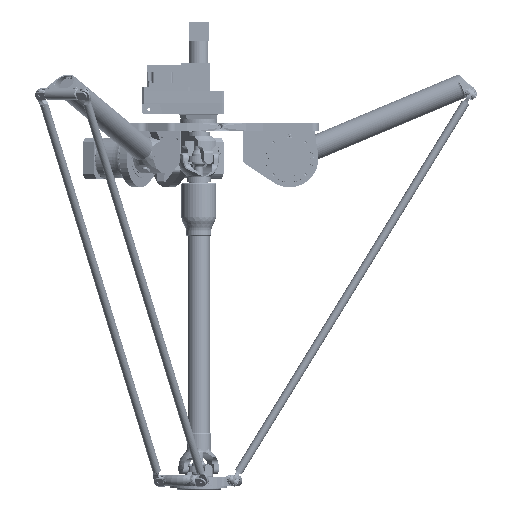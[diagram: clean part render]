
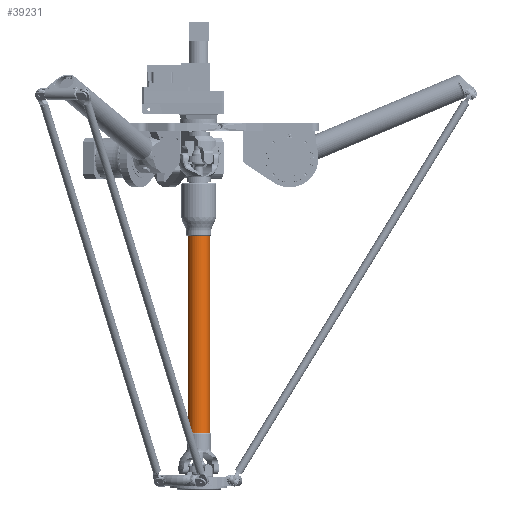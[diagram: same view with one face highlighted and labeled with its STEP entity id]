
A CAD part, front view. The second image highlights one B-rep face of the part: STEP entity #39231.
In plain terms, the highlighted cylindrical face has radius 40 mm (diameter 80 mm), a full revolution.
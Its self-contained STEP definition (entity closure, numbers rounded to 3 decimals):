
#1291=FACE_BOUND('',#10986,.T.);
#4654=CIRCLE('',#43272,40.);
#4655=CIRCLE('',#43275,40.);
#5818=CYLINDRICAL_SURFACE('',#43274,40.);
#7777=FACE_OUTER_BOUND('',#10985,.T.);
#10985=EDGE_LOOP('',(#33106));
#10986=EDGE_LOOP('',(#33107));
#20067=VERTEX_POINT('',#77131);
#20068=VERTEX_POINT('',#77135);
#24636=EDGE_CURVE('',#20067,#20067,#4654,.T.);
#24637=EDGE_CURVE('',#20068,#20068,#4655,.T.);
#33106=ORIENTED_EDGE('',*,*,#24637,.T.);
#33107=ORIENTED_EDGE('',*,*,#24636,.T.);
#39231=ADVANCED_FACE('',(#7777,#1291),#5818,.T.);
#43272=AXIS2_PLACEMENT_3D('',#77132,#52520,#52521);
#43274=AXIS2_PLACEMENT_3D('',#77134,#52524,#52525);
#43275=AXIS2_PLACEMENT_3D('',#77136,#52526,#52527);
#52520=DIRECTION('center_axis',(0.,1.,0.));
#52521=DIRECTION('ref_axis',(-1.,0.,0.));
#52524=DIRECTION('center_axis',(0.,-1.,0.));
#52525=DIRECTION('ref_axis',(-1.,0.,0.));
#52526=DIRECTION('center_axis',(0.,-1.,0.));
#52527=DIRECTION('ref_axis',(-1.,0.,0.));
#77131=CARTESIAN_POINT('',(40.,-716.,0.));
#77132=CARTESIAN_POINT('Origin',(0.,-716.,0.));
#77134=CARTESIAN_POINT('Origin',(0.,75.,0.));
#77135=CARTESIAN_POINT('',(40.,0.,0.));
#77136=CARTESIAN_POINT('Origin',(0.,0.,0.));
